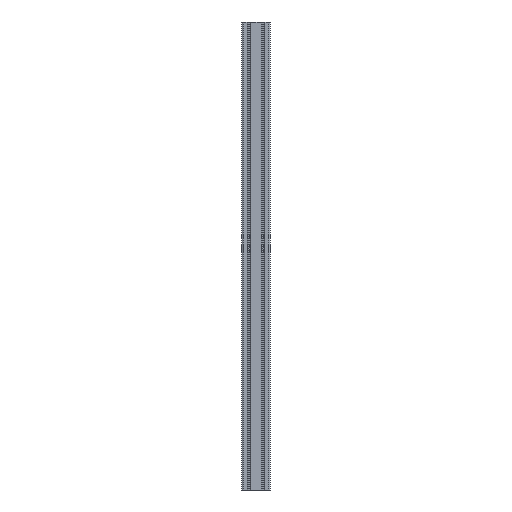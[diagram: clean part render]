
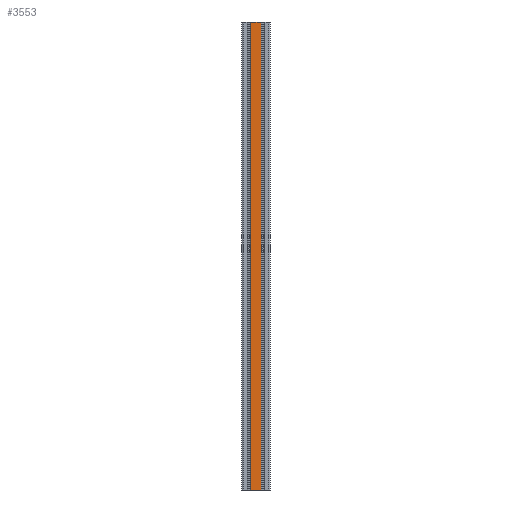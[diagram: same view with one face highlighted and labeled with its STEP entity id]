
A CAD part, front view. The second image highlights one B-rep face of the part: STEP entity #3553.
In plain terms, the highlighted planar face has unit normal (0, -1, 0).
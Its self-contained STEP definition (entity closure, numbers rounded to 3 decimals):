
#82=PLANE($,#3852);
#229=FACE_OUTER_BOUND($,#413,.T.);
#413=EDGE_LOOP($,(#2711,#2712,#2713,#2714));
#707=LINE($,#5739,#1059);
#708=LINE($,#5742,#1060);
#709=LINE($,#5744,#1061);
#710=LINE($,#5745,#1062);
#1059=VECTOR($,#4656,1000.);
#1060=VECTOR($,#4659,21.8);
#1061=VECTOR($,#4660,21.8);
#1062=VECTOR($,#4661,1000.);
#1603=VERTEX_POINT($,#5735);
#1604=VERTEX_POINT($,#5737);
#1605=VERTEX_POINT($,#5741);
#1606=VERTEX_POINT($,#5743);
#2069=EDGE_CURVE($,#1603,#1604,#707,.T.);
#2070=EDGE_CURVE($,#1605,#1603,#708,.T.);
#2071=EDGE_CURVE($,#1606,#1604,#709,.T.);
#2072=EDGE_CURVE($,#1605,#1606,#710,.T.);
#2711=ORIENTED_EDGE($,*,*,#2070,.T.);
#2712=ORIENTED_EDGE($,*,*,#2069,.T.);
#2713=ORIENTED_EDGE($,*,*,#2071,.F.);
#2714=ORIENTED_EDGE($,*,*,#2072,.F.);
#3553=ADVANCED_FACE($,(#229),#82,.T.);
#3852=AXIS2_PLACEMENT_3D($,#5740,#4657,#4658);
#4656=DIRECTION($,(0.,0.,1.));
#4657=DIRECTION('center_axis',(0.,-1.,0.));
#4658=DIRECTION('ref_axis',(1.,0.,0.));
#4659=DIRECTION($,(1.,0.,0.));
#4660=DIRECTION($,(1.,0.,0.));
#4661=DIRECTION($,(0.,0.,1.));
#5735=CARTESIAN_POINT('',(21.8,-60.,0.));
#5737=CARTESIAN_POINT('',(21.8,-60.,1000.));
#5739=CARTESIAN_POINT($,(21.8,-60.,0.));
#5740=CARTESIAN_POINT('Origin',(0.,-60.,
0.));
#5741=CARTESIAN_POINT('',(0.,-60.,0.));
#5742=CARTESIAN_POINT($,(0.,-60.,0.));
#5743=CARTESIAN_POINT('',(0.,-60.,1000.));
#5744=CARTESIAN_POINT($,(0.,-60.,1000.));
#5745=CARTESIAN_POINT($,(0.,-60.,0.));
